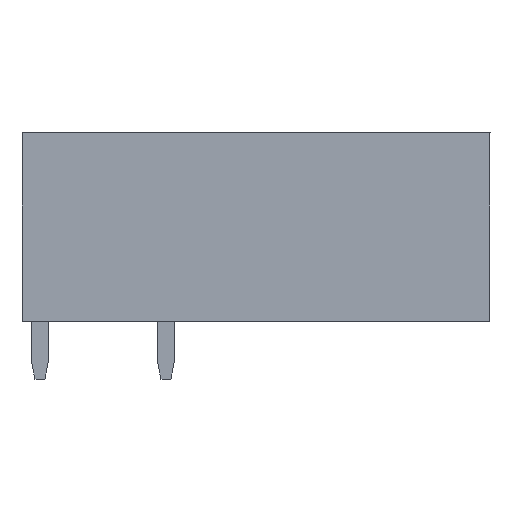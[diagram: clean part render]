
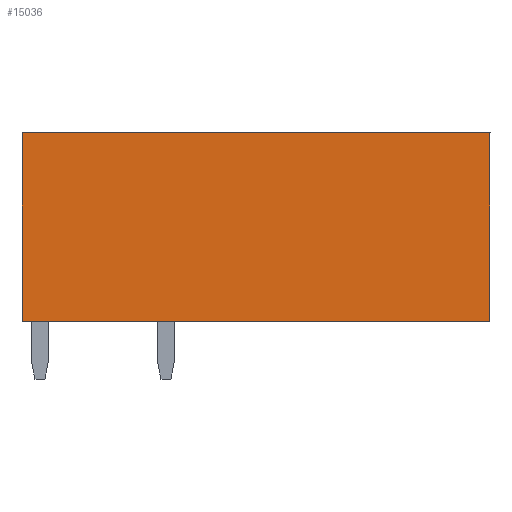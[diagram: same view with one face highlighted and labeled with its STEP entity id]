
A CAD part, left-side view. The second image highlights one B-rep face of the part: STEP entity #15036.
In plain terms, the highlighted planar face has unit normal (-1, 0, 0).
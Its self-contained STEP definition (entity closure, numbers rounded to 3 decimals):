
#15028=AXIS2_PLACEMENT_3D('Plane Axis2P3D',#15025,#15026,#15027) ;
#329=CARTESIAN_POINT('Vertex',(0.,28.3,3.5)) ;
#332=CARTESIAN_POINT('Line Origine',(0.,28.3,9.2)) ;
#336=CARTESIAN_POINT('Vertex',(0.,28.3,14.9)) ;
#645=CARTESIAN_POINT('Vertex',(0.,0.,3.5)) ;
#648=CARTESIAN_POINT('Line Origine',(0.,14.15,3.5)) ;
#777=CARTESIAN_POINT('Vertex',(0.,0.,14.9)) ;
#780=CARTESIAN_POINT('Line Origine',(0.,0.,9.2)) ;
#2968=CARTESIAN_POINT('Line Origine',(0.,14.15,14.9)) ;
#15025=CARTESIAN_POINT('Axis2P3D Location',(0.,0.,14.9)) ;
#333=DIRECTION('Vector Direction',(0.,0.,-1.)) ;
#649=DIRECTION('Vector Direction',(0.,1.,0.)) ;
#781=DIRECTION('Vector Direction',(0.,0.,-1.)) ;
#2969=DIRECTION('Vector Direction',(0.,1.,0.)) ;
#15026=DIRECTION('Axis2P3D Direction',(1.,-0.,0.)) ;
#15027=DIRECTION('Axis2P3D XDirection',(0.,0.,-1.)) ;
#334=VECTOR('Line Direction',#333,1.) ;
#650=VECTOR('Line Direction',#649,1.) ;
#782=VECTOR('Line Direction',#781,1.) ;
#2970=VECTOR('Line Direction',#2969,1.) ;
#15031=ORIENTED_EDGE('',*,*,#338,.T.) ;
#15032=ORIENTED_EDGE('',*,*,#652,.F.) ;
#15033=ORIENTED_EDGE('',*,*,#784,.F.) ;
#15034=ORIENTED_EDGE('',*,*,#2972,.T.) ;
#15036=ADVANCED_FACE('HOUSING',(#15035),#15029,.F.) ;
#338=EDGE_CURVE('',#337,#330,#335,.T.) ;
#652=EDGE_CURVE('',#646,#330,#651,.T.) ;
#784=EDGE_CURVE('',#778,#646,#783,.T.) ;
#2972=EDGE_CURVE('',#778,#337,#2971,.T.) ;
#15030=EDGE_LOOP('',(#15031,#15032,#15033,#15034)) ;
#15035=FACE_OUTER_BOUND('',#15030,.T.) ;
#335=LINE('Line',#332,#334) ;
#651=LINE('Line',#648,#650) ;
#783=LINE('Line',#780,#782) ;
#2971=LINE('Line',#2968,#2970) ;
#15029=PLANE('',#15028) ;
#330=VERTEX_POINT('',#329) ;
#337=VERTEX_POINT('',#336) ;
#646=VERTEX_POINT('',#645) ;
#778=VERTEX_POINT('',#777) ;
